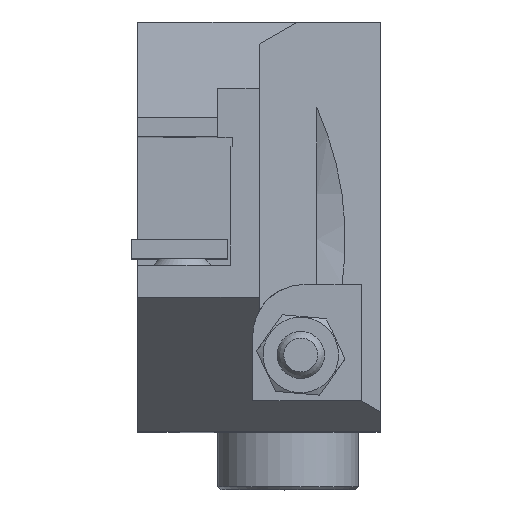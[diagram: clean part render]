
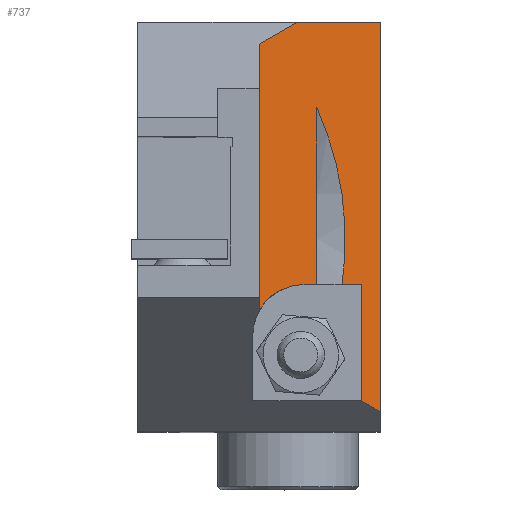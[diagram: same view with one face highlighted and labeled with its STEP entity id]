
A CAD part, top view. The second image highlights one B-rep face of the part: STEP entity #737.
In plain terms, the highlighted planar face has unit normal (0.707, 0, 0.707).
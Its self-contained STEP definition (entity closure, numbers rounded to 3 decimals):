
#34=ELLIPSE('',#2748,70.711,50.);
#35=ELLIPSE('',#2759,11.314,8.);
#164=LINE('',#4014,#417);
#170=LINE('',#4029,#423);
#176=LINE('',#4040,#429);
#196=LINE('',#4087,#449);
#197=LINE('',#4088,#450);
#198=LINE('',#4090,#451);
#199=LINE('',#4092,#452);
#200=LINE('',#4094,#453);
#201=LINE('',#4096,#454);
#417=VECTOR('',#3141,1.);
#423=VECTOR('',#3155,1.);
#429=VECTOR('',#3163,1.);
#449=VECTOR('',#3199,1.);
#450=VECTOR('',#3200,1.);
#451=VECTOR('',#3201,1.);
#452=VECTOR('',#3202,1.);
#453=VECTOR('',#3203,1.);
#454=VECTOR('',#3204,1.);
#737=ADVANCED_FACE('',(#962),#862,.T.);
#862=PLANE('',#2760);
#962=FACE_OUTER_BOUND('',#1112,.T.);
#1112=EDGE_LOOP('',(#1461,#1462,#1463,#1464,#1465,#1466,#1467,#1468,#1469,
#1470,#1471));
#1461=ORIENTED_EDGE('',*,*,#2348,.F.);
#1462=ORIENTED_EDGE('',*,*,#2349,.T.);
#1463=ORIENTED_EDGE('',*,*,#2313,.F.);
#1464=ORIENTED_EDGE('',*,*,#2315,.F.);
#1465=ORIENTED_EDGE('',*,*,#2350,.T.);
#1466=ORIENTED_EDGE('',*,*,#2351,.T.);
#1467=ORIENTED_EDGE('',*,*,#2352,.T.);
#1468=ORIENTED_EDGE('',*,*,#2353,.T.);
#1469=ORIENTED_EDGE('',*,*,#2354,.F.);
#1470=ORIENTED_EDGE('',*,*,#2326,.T.);
#1471=ORIENTED_EDGE('',*,*,#2320,.F.);
#2036=VERTEX_POINT('',#4011);
#2037=VERTEX_POINT('',#4013);
#2038=VERTEX_POINT('',#4017);
#2041=VERTEX_POINT('',#4027);
#2043=VERTEX_POINT('',#4030);
#2047=VERTEX_POINT('',#4041);
#2065=VERTEX_POINT('',#4086);
#2066=VERTEX_POINT('',#4089);
#2067=VERTEX_POINT('',#4091);
#2068=VERTEX_POINT('',#4093);
#2069=VERTEX_POINT('',#4095);
#2313=EDGE_CURVE('',#2037,#2036,#164,.T.);
#2315=EDGE_CURVE('',#2038,#2037,#34,.T.);
#2320=EDGE_CURVE('',#2041,#2043,#170,.T.);
#2326=EDGE_CURVE('',#2047,#2043,#176,.T.);
#2348=EDGE_CURVE('',#2065,#2041,#35,.T.);
#2349=EDGE_CURVE('',#2065,#2036,#196,.T.);
#2350=EDGE_CURVE('',#2038,#2066,#197,.T.);
#2351=EDGE_CURVE('',#2066,#2067,#198,.T.);
#2352=EDGE_CURVE('',#2067,#2068,#199,.T.);
#2353=EDGE_CURVE('',#2068,#2069,#200,.T.);
#2354=EDGE_CURVE('',#2047,#2069,#201,.T.);
#2748=AXIS2_PLACEMENT_3D('',#4018,#3145,#3146);
#2759=AXIS2_PLACEMENT_3D('',#4085,#3197,#3198);
#2760=AXIS2_PLACEMENT_3D('',#4097,#3205,#3206);
#3141=DIRECTION('',(0.,-1.,0.));
#3145=DIRECTION('',(0.707,0.,0.707));
#3146=DIRECTION('',(-0.707,0.,0.707));
#3155=DIRECTION('',(0.,1.,0.));
#3163=DIRECTION('',(-0.655,-0.378,0.655));
#3197=DIRECTION('',(0.707,0.,0.707));
#3198=DIRECTION('',(-0.707,0.,0.707));
#3199=DIRECTION('',(0.707,0.,-0.707));
#3200=DIRECTION('',(0.707,0.,-0.707));
#3201=DIRECTION('',(0.,-1.,0.));
#3202=DIRECTION('',(0.655,-0.378,-0.655));
#3203=DIRECTION('',(0.,1.,0.));
#3204=DIRECTION('',(0.707,0.,-0.707));
#3205=DIRECTION('',(0.707,0.,0.707));
#3206=DIRECTION('',(-0.707,0.,0.707));
#4011=CARTESIAN_POINT('',(-1.,-7.,20.737));
#4013=CARTESIAN_POINT('',(-1.,20.592,20.737));
#4014=CARTESIAN_POINT('',(-1.,-30.,20.737));
#4017=CARTESIAN_POINT('',(2.945,-7.,16.792));
#4018=CARTESIAN_POINT('',(-46.563,0.,66.3));
#4027=CARTESIAN_POINT('',(-10.,-11.127,29.737));
#4029=CARTESIAN_POINT('',(-10.,-30.,29.737));
#4030=CARTESIAN_POINT('',(-10.,30.547,29.737));
#4040=CARTESIAN_POINT('',(-24.981,21.897,44.719));
#4041=CARTESIAN_POINT('',(-4.019,34.,23.756));
#4085=CARTESIAN_POINT('',(-3.,-15.,22.737));
#4086=CARTESIAN_POINT('',(-3.,-7.,22.737));
#4087=CARTESIAN_POINT('',(-10.,-7.,29.737));
#4088=CARTESIAN_POINT('',(-10.,-7.,29.737));
#4089=CARTESIAN_POINT('',(6.,-7.,13.737));
#4090=CARTESIAN_POINT('',(6.,-30.,13.737));
#4091=CARTESIAN_POINT('',(6.,-25.166,13.737));
#4092=CARTESIAN_POINT('',(-6.518,-17.938,26.255));
#4093=CARTESIAN_POINT('',(9.,-26.898,10.737));
#4094=CARTESIAN_POINT('',(9.,-30.,10.737));
#4095=CARTESIAN_POINT('',(9.,34.,10.737));
#4096=CARTESIAN_POINT('',(-10.,34.,29.737));
#4097=CARTESIAN_POINT('',(-10.,-30.,29.737));
